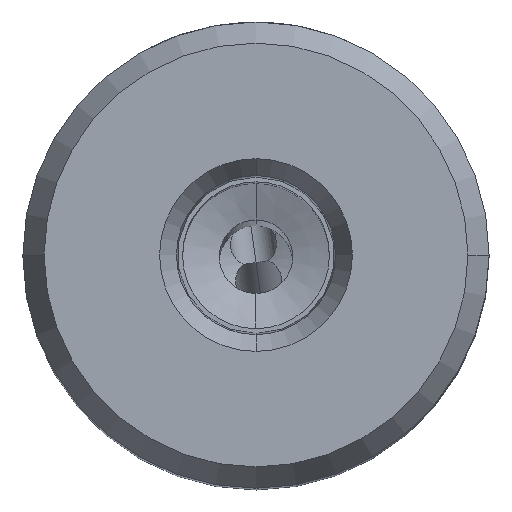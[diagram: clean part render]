
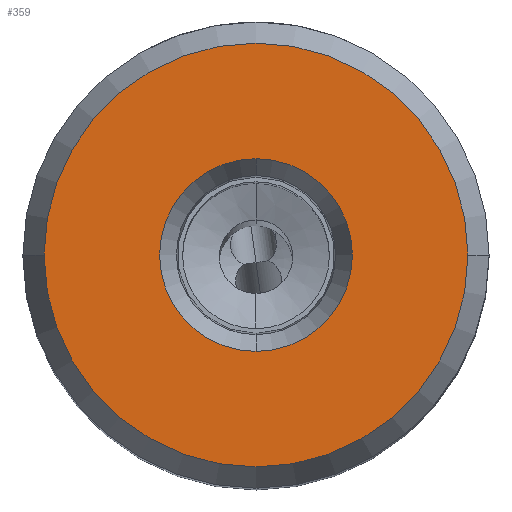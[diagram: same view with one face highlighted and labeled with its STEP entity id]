
A CAD part, top view. The second image highlights one B-rep face of the part: STEP entity #359.
In plain terms, the highlighted planar face has unit normal (0, 0, 1).
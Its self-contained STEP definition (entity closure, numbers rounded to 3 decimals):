
#106=FACE_BOUND('',#752,.T.);
#107=FACE_BOUND('',#753,.T.);
#239=CIRCLE('',#3635,5.25);
#240=CIRCLE('',#3637,5.25);
#241=CIRCLE('',#3639,11.545);
#242=CIRCLE('',#3640,11.545);
#359=ADVANCED_FACE('',(#106,#107),#535,.T.);
#535=PLANE('',#3641);
#752=EDGE_LOOP('',(#1150,#1151));
#753=EDGE_LOOP('',(#1152,#1153));
#1150=ORIENTED_EDGE('',*,*,#2628,.T.);
#1151=ORIENTED_EDGE('',*,*,#2629,.T.);
#1152=ORIENTED_EDGE('',*,*,#2630,.T.);
#1153=ORIENTED_EDGE('',*,*,#2631,.T.);
#2238=VERTEX_POINT('',#4654);
#2239=VERTEX_POINT('',#4656);
#2240=VERTEX_POINT('',#4662);
#2241=VERTEX_POINT('',#4663);
#2628=EDGE_CURVE('',#2238,#2239,#239,.T.);
#2629=EDGE_CURVE('',#2239,#2238,#240,.T.);
#2630=EDGE_CURVE('',#2240,#2241,#241,.T.);
#2631=EDGE_CURVE('',#2241,#2240,#242,.T.);
#3635=AXIS2_PLACEMENT_3D('',#4657,#3955,#3956);
#3637=AXIS2_PLACEMENT_3D('',#4659,#3959,#3960);
#3639=AXIS2_PLACEMENT_3D('',#4661,#3963,#3964);
#3640=AXIS2_PLACEMENT_3D('',#4664,#3965,#3966);
#3641=AXIS2_PLACEMENT_3D('',#4665,#3967,#3968);
#3955=DIRECTION('',(0.,0.,-1.));
#3956=DIRECTION('',(0.,-1.,0.));
#3959=DIRECTION('',(0.,0.,-1.));
#3960=DIRECTION('',(0.,1.,0.));
#3963=DIRECTION('',(0.,0.,1.));
#3964=DIRECTION('',(-1.,0.,0.));
#3965=DIRECTION('',(0.,0.,1.));
#3966=DIRECTION('',(1.,0.,0.));
#3967=DIRECTION('',(0.,0.,1.));
#3968=DIRECTION('',(-1.,0.,0.));
#4654=CARTESIAN_POINT('',(0.,-5.25,28.65));
#4656=CARTESIAN_POINT('',(0.,5.25,28.65));
#4657=CARTESIAN_POINT('',(0.,0.,28.65));
#4659=CARTESIAN_POINT('',(0.,0.,28.65));
#4661=CARTESIAN_POINT('',(0.,0.,28.65));
#4662=CARTESIAN_POINT('',(-11.545,0.,28.65));
#4663=CARTESIAN_POINT('',(11.545,0.,28.65));
#4664=CARTESIAN_POINT('',(0.,0.,28.65));
#4665=CARTESIAN_POINT('',(0.,0.,28.65));
